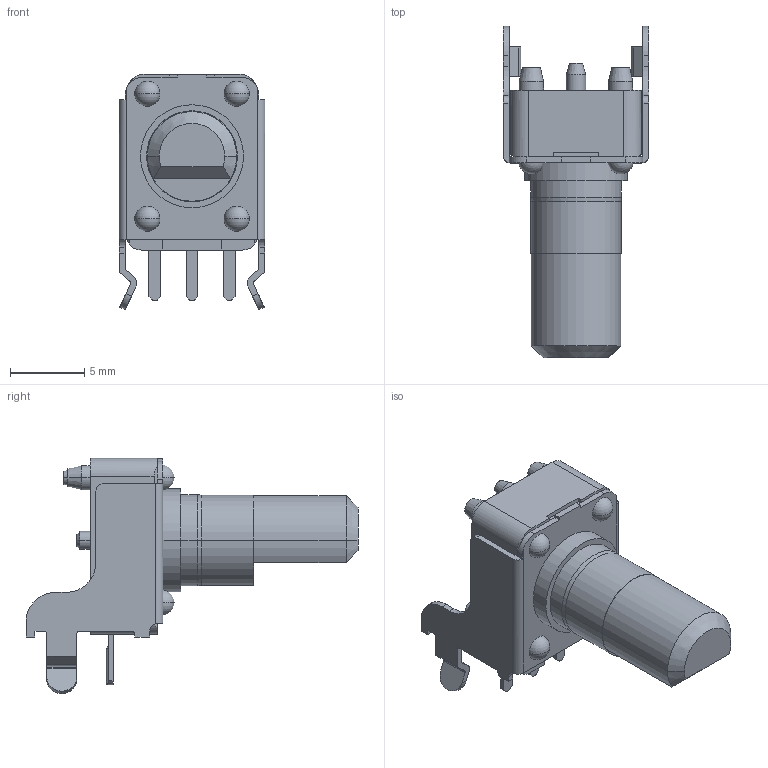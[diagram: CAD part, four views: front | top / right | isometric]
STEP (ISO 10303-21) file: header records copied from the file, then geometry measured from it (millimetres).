
FILE_DESCRIPTION (( 'STEP AP214' ), '1' );
FILE_NAME ('RK09K1110B1V.STEP', '2012-02-07T01:35:33', ( '' ), ( '' ), 'SwSTEP 2.0', 'SolidWorks 2010', '' );
FILE_SCHEMA (( 'AUTOMOTIVE_DESIGN' ));
Length unit declared in the file: millimetre
Products named in the file (1): RK09K1110B1V
Bounding box: 9.8 x 22.3 x 15.8 mm (x, y, z)
Volume: 904.5 mm3; surface area: 1004.8 mm2
Topology: 1 solids, 1 shells, 208 faces, 542 edges, 346 vertices
Faces by surface type: plane 102, cylinder 68, cone 27, sphere 11
Entity records: 8672 total; most frequent: CARTESIAN_POINT 1176, DIRECTION 1108, ORIENTED_EDGE 1062, EDGE_CURVE 531, AXIS2_PLACEMENT_3D 386, VERTEX_POINT 346, VECTOR 336, LINE 336
